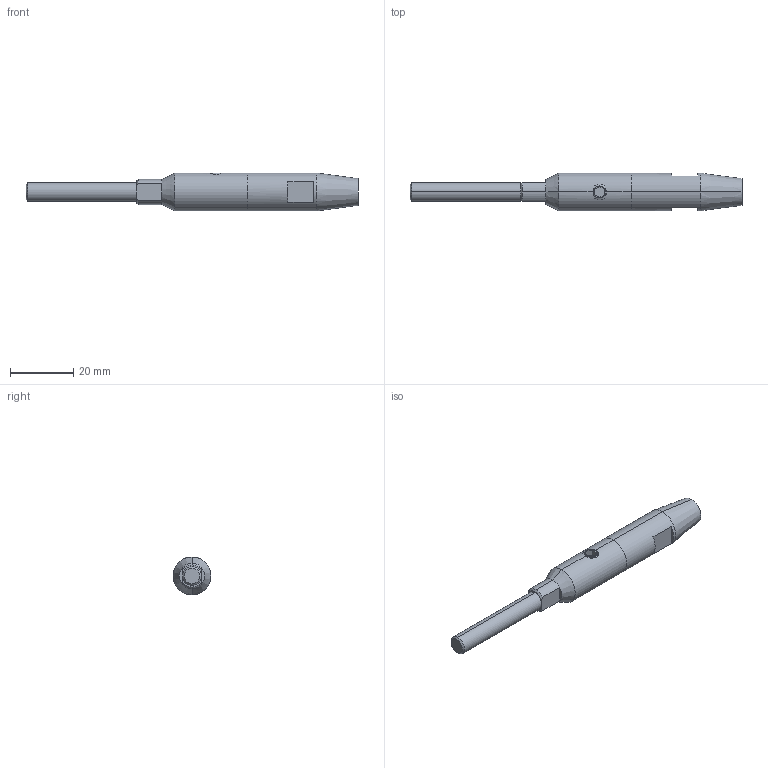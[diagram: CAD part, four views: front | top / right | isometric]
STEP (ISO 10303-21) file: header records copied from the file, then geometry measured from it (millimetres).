
FILE_DESCRIPTION (( 'STEP AP214' ), '1' );
FILE_NAME ('A14_L3.STEP', '2022-04-11T09:09:30', ( '' ), ( '' ), 'SwSTEP 2.0', 'SolidWorks 2019', '' );
FILE_SCHEMA (( 'AUTOMOTIVE_DESIGN' ));
Length unit declared in the file: millimetre
Products named in the file (5): A14_L3.P1_Pre vìkres; Skrutka DIN 913_SKRUTKA M 5X 5; A14_L3.P2; A14_L3.P3_F6; A14_L3
Assembly tree (4 placements, depth 2):
  A14_L3
    A14_L3.P1_Pre vìkres
    A14_L3.P2
    Skrutka DIN 913_SKRUTKA M 5X 5
    A14_L3.P3_F6
Bounding box: 105 x 12 x 12 mm (x, y, z)
Volume: 6086.6 mm3; surface area: 5594.4 mm2
Topology: 4 solids, 4 shells, 92 faces, 220 edges, 136 vertices
Faces by surface type: plane 43, cylinder 27, cone 22
Entity records: 3085 total; most frequent: CARTESIAN_POINT 601, DIRECTION 491, ORIENTED_EDGE 436, EDGE_CURVE 218, AXIS2_PLACEMENT_3D 190, VERTEX_POINT 136, VECTOR 111, LINE 111
